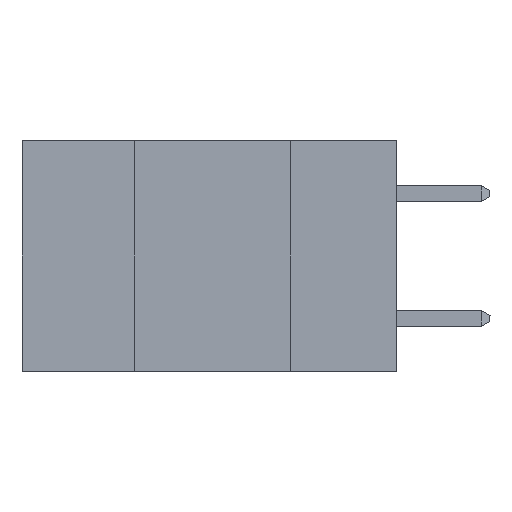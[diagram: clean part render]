
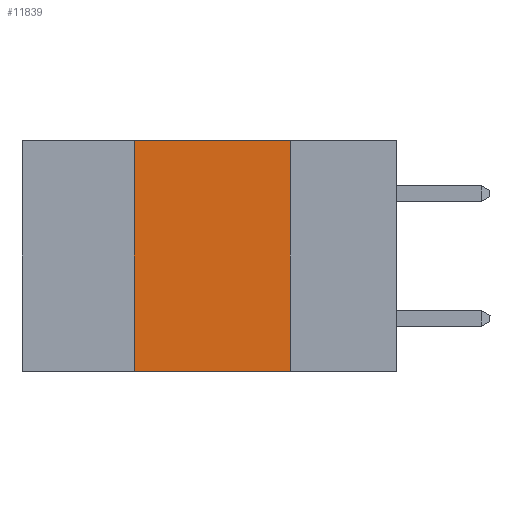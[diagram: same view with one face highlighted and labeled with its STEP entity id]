
A CAD part, left-side view. The second image highlights one B-rep face of the part: STEP entity #11839.
In plain terms, the highlighted planar face has unit normal (-1, 0, 0).
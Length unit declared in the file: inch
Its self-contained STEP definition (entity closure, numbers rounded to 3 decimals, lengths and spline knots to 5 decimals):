
#305 = ORIENTED_EDGE ( 'NONE', *, *, #5822, .F. ) ;
#963 = DIRECTION ( 'NONE',  ( 0., 0., -1. ) ) ;
#1041 = LINE ( 'NONE', #14448, #16627 ) ;
#2690 = EDGE_CURVE ( 'NONE', #11170, #7405, #9761, .T. ) ;
#2737 = EDGE_CURVE ( 'NONE', #10405, #14121, #1041, .T. ) ;
#2914 = ORIENTED_EDGE ( 'NONE', *, *, #2690, .T. ) ;
#3277 = CARTESIAN_POINT ( 'NONE',  ( 0., 0.17, -0.37 ) ) ;
#3341 = CARTESIAN_POINT ( 'NONE',  ( 0., 0.42, 0. ) ) ;
#3564 = VECTOR ( 'NONE', #6620, 39.37008 ) ;
#3824 = DIRECTION ( 'NONE',  ( 0., -1., 0. ) ) ;
#4917 = DIRECTION ( 'NONE',  ( 1., 0., 0. ) ) ;
#4974 = PLANE ( 'NONE',  #13470 ) ;
#5007 = LINE ( 'NONE', #12753, #9974 ) ;
#5822 = EDGE_CURVE ( 'NONE', #11170, #10405, #15772, .T. ) ;
#6260 = VECTOR ( 'NONE', #12988, 39.37008 ) ;
#6313 = DIRECTION ( 'NONE',  ( 0., 0., -1. ) ) ;
#6492 = EDGE_CURVE ( 'NONE', #14121, #7405, #5007, .T. ) ;
#6620 = DIRECTION ( 'NONE',  ( 0., 0., 1. ) ) ;
#7405 = VERTEX_POINT ( 'NONE', #3277 ) ;
#7664 = CARTESIAN_POINT ( 'NONE',  ( 0., 0.6, 0. ) ) ;
#9761 = LINE ( 'NONE', #14340, #6260 ) ;
#9974 = VECTOR ( 'NONE', #963, 39.37008 ) ;
#10405 = VERTEX_POINT ( 'NONE', #3341 ) ;
#11170 = VERTEX_POINT ( 'NONE', #16166 ) ;
#11839 = ADVANCED_FACE ( 'NONE', ( #14422 ), #4974, .F. ) ;
#12695 = ORIENTED_EDGE ( 'NONE', *, *, #6492, .F. ) ;
#12753 = CARTESIAN_POINT ( 'NONE',  ( 0., 0.17, 0. ) ) ;
#12988 = DIRECTION ( 'NONE',  ( 0., -1., 0. ) ) ;
#13302 = ORIENTED_EDGE ( 'NONE', *, *, #2737, .F. ) ;
#13470 = AXIS2_PLACEMENT_3D ( 'NONE', #7664, #4917, #6313 ) ;
#13857 = CARTESIAN_POINT ( 'NONE',  ( 0., 0.17, 0. ) ) ;
#14121 = VERTEX_POINT ( 'NONE', #13857 ) ;
#14340 = CARTESIAN_POINT ( 'NONE',  ( 0., 0.6, -0.37 ) ) ;
#14422 = FACE_OUTER_BOUND ( 'NONE', #15201, .T. ) ;
#14448 = CARTESIAN_POINT ( 'NONE',  ( 0., 0.6, 0. ) ) ;
#14488 = CARTESIAN_POINT ( 'NONE',  ( 0., 0.42, 0. ) ) ;
#15201 = EDGE_LOOP ( 'NONE', ( #12695, #13302, #305, #2914 ) ) ;
#15772 = LINE ( 'NONE', #14488, #3564 ) ;
#16166 = CARTESIAN_POINT ( 'NONE',  ( 0., 0.42, -0.37 ) ) ;
#16627 = VECTOR ( 'NONE', #3824, 39.37008 ) ;
